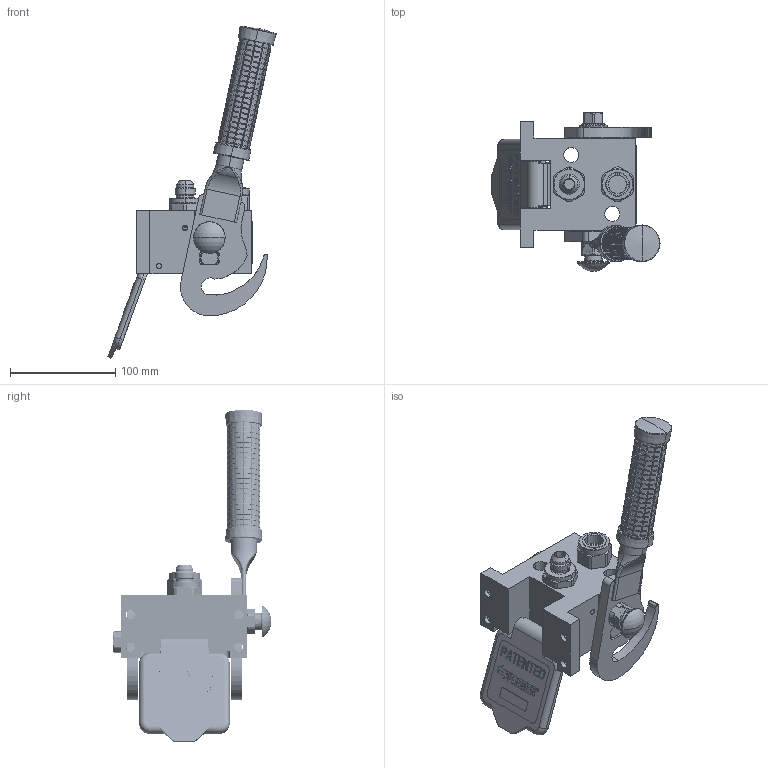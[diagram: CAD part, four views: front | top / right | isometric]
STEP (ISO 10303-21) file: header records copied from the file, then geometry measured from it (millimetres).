
FILE_DESCRIPTION (( 'STEP AP214' ), '1' );
FILE_NAME ('FASTER.step', '2023-03-30T16:41:02', ( '' ), ( '' ), 'SwSTEP 2.0', 'SolidWorks 2017', '' );
FILE_SCHEMA (( 'AUTOMOTIVE_DESIGN' ));
Length unit declared in the file: millimetre
Products named in the file (34): 4820_001_0001_004; 4820_024_1002_000; 4820_024_1001_020; 1540_080_0012_000; or2x18; 0048_042_0412_000; sicura_p5; or1_5x7_m; 2ffnb12_gas_f; 4830_022_0000_011; curs_molla_12; 4820_024_1001_021; 4142_072_1000_300; 4820_024_1002_011; 4830_025_0000_001; FASTER; 4820_024_1002_020; et012; 4850_024_0000_012; A_2ffnb12_gas_f; 4830_001_0005_301; 4830_070_0000_001; A_2ffnb1213_12sf; 4830_025_2000_000; 2ffnb1213_12sf; 4820_024_1002_000_ASM; 4830_025_1000_000; 4830_001_0005_300; 4340_014_0000_000; 4820_001_0004_000; P208_F_BASE; 4820_020_1000_021
Assembly tree (35 placements, depth 4):
  FASTER
    P208_F_BASE
      4820_020_1000_021
      4830_001_0005_301
      4830_001_0005_300
      4820_001_0001_004
      4820_001_0004_000
    A_2ffnb1213_12sf
      curs_molla_12
        4340_014_0000_000
        4142_072_1000_300
      2ffnb1213_12sf
        2ffnb1213_12sf
    A_2ffnb12_gas_f
      curs_molla_12
        4340_014_0000_000
        4142_072_1000_300
      2ffnb12_gas_f
        2ffnb12_gas_f
    4820_024_1002_000
      4820_024_1002_000_ASM
        4820_024_1002_020
        4820_024_1001_021
        4820_024_1002_011
      sicura_p5
        4830_025_0000_001
        or1_5x7_m
        0048_042_0412_000
      4830_070_0000_001
      4830_022_0000_011
      4830_025_1000_000
      4830_025_2000_000
      4850_024_0000_012
      4820_024_1001_020
      1540_080_0012_000
      or2x18  x2
    et012
Bounding box: 159.85 x 150.83 x 315.76 mm (x, y, z)
Volume: 182281.2 mm3; surface area: 242756 mm2
Topology: 29 solids, 51 shells, 4375 faces, 11698 edges, 7487 vertices
Faces by surface type: plane 1837, cylinder 1569, torus 432, bspline 253, cone 242, sphere 42
Entity records: 198754 total; most frequent: CARTESIAN_POINT 89924, ORIENTED_EDGE 22788, DIRECTION 18943, EDGE_CURVE 11537, VERTEX_POINT 7411, LINE 6453, VECTOR 6453, AXIS2_PLACEMENT_3D 6245
